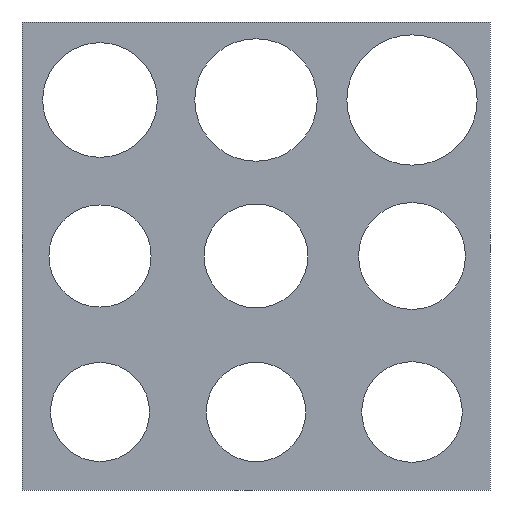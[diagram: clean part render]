
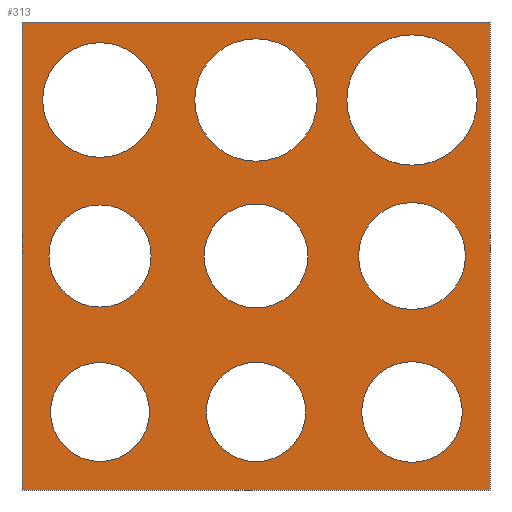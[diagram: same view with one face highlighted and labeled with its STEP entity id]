
A CAD part, front view. The second image highlights one B-rep face of the part: STEP entity #313.
In plain terms, the highlighted planar face has unit normal (0, -1, 0).
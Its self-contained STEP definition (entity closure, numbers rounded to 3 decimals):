
#24=FACE_BOUND('',#78,.T.);
#25=FACE_BOUND('',#79,.T.);
#26=FACE_BOUND('',#80,.T.);
#27=FACE_BOUND('',#81,.T.);
#28=FACE_BOUND('',#82,.T.);
#29=FACE_BOUND('',#83,.T.);
#30=FACE_BOUND('',#84,.T.);
#31=FACE_BOUND('',#85,.T.);
#32=FACE_BOUND('',#86,.T.);
#38=PLANE('',#348);
#53=FACE_OUTER_BOUND('',#77,.T.);
#77=EDGE_LOOP('',(#277,#278,#279,#280));
#78=EDGE_LOOP('',(#281));
#79=EDGE_LOOP('',(#282));
#80=EDGE_LOOP('',(#283));
#81=EDGE_LOOP('',(#284));
#82=EDGE_LOOP('',(#285));
#83=EDGE_LOOP('',(#286));
#84=EDGE_LOOP('',(#287));
#85=EDGE_LOOP('',(#288));
#86=EDGE_LOOP('',(#289));
#96=LINE('',#496,#117);
#100=LINE('',#504,#121);
#103=LINE('',#510,#124);
#106=LINE('',#515,#127);
#117=VECTOR('',#416,10.);
#121=VECTOR('',#422,10.);
#124=VECTOR('',#427,10.);
#127=VECTOR('',#432,10.);
#130=CIRCLE('',#318,4.175);
#132=CIRCLE('',#321,3.225);
#134=CIRCLE('',#324,3.185);
#136=CIRCLE('',#327,3.425);
#138=CIRCLE('',#330,3.925);
#140=CIRCLE('',#333,3.275);
#142=CIRCLE('',#336,3.175);
#144=CIRCLE('',#339,3.325);
#146=CIRCLE('',#342,3.675);
#148=VERTEX_POINT('',#442);
#150=VERTEX_POINT('',#448);
#152=VERTEX_POINT('',#454);
#154=VERTEX_POINT('',#460);
#156=VERTEX_POINT('',#466);
#158=VERTEX_POINT('',#472);
#160=VERTEX_POINT('',#478);
#162=VERTEX_POINT('',#484);
#164=VERTEX_POINT('',#490);
#165=VERTEX_POINT('',#494);
#166=VERTEX_POINT('',#495);
#169=VERTEX_POINT('',#503);
#171=VERTEX_POINT('',#509);
#175=EDGE_CURVE('',#148,#148,#130,.T.);
#178=EDGE_CURVE('',#150,#150,#132,.T.);
#181=EDGE_CURVE('',#152,#152,#134,.T.);
#184=EDGE_CURVE('',#154,#154,#136,.T.);
#187=EDGE_CURVE('',#156,#156,#138,.T.);
#190=EDGE_CURVE('',#158,#158,#140,.T.);
#193=EDGE_CURVE('',#160,#160,#142,.T.);
#196=EDGE_CURVE('',#162,#162,#144,.T.);
#199=EDGE_CURVE('',#164,#164,#146,.T.);
#200=EDGE_CURVE('',#165,#166,#96,.T.);
#204=EDGE_CURVE('',#166,#169,#100,.T.);
#207=EDGE_CURVE('',#169,#171,#103,.T.);
#210=EDGE_CURVE('',#171,#165,#106,.T.);
#277=ORIENTED_EDGE('',*,*,#210,.T.);
#278=ORIENTED_EDGE('',*,*,#200,.T.);
#279=ORIENTED_EDGE('',*,*,#204,.T.);
#280=ORIENTED_EDGE('',*,*,#207,.T.);
#281=ORIENTED_EDGE('',*,*,#175,.T.);
#282=ORIENTED_EDGE('',*,*,#178,.T.);
#283=ORIENTED_EDGE('',*,*,#181,.T.);
#284=ORIENTED_EDGE('',*,*,#184,.T.);
#285=ORIENTED_EDGE('',*,*,#187,.T.);
#286=ORIENTED_EDGE('',*,*,#190,.T.);
#287=ORIENTED_EDGE('',*,*,#193,.T.);
#288=ORIENTED_EDGE('',*,*,#196,.T.);
#289=ORIENTED_EDGE('',*,*,#199,.T.);
#313=ADVANCED_FACE('',(#53,#24,#25,#26,#27,#28,#29,#30,#31,#32),#38,.F.);
#318=AXIS2_PLACEMENT_3D('',#444,#356,#357);
#321=AXIS2_PLACEMENT_3D('',#450,#363,#364);
#324=AXIS2_PLACEMENT_3D('',#456,#370,#371);
#327=AXIS2_PLACEMENT_3D('',#462,#377,#378);
#330=AXIS2_PLACEMENT_3D('',#468,#384,#385);
#333=AXIS2_PLACEMENT_3D('',#474,#391,#392);
#336=AXIS2_PLACEMENT_3D('',#480,#398,#399);
#339=AXIS2_PLACEMENT_3D('',#486,#405,#406);
#342=AXIS2_PLACEMENT_3D('',#492,#412,#413);
#348=AXIS2_PLACEMENT_3D('',#518,#436,#437);
#356=DIRECTION('center_axis',(0.,1.,0.));
#357=DIRECTION('ref_axis',(-1.,0.,0.));
#363=DIRECTION('center_axis',(0.,1.,0.));
#364=DIRECTION('ref_axis',(-1.,0.,0.));
#370=DIRECTION('center_axis',(0.,1.,0.));
#371=DIRECTION('ref_axis',(-1.,0.,0.));
#377=DIRECTION('center_axis',(0.,1.,0.));
#378=DIRECTION('ref_axis',(-1.,0.,0.));
#384=DIRECTION('center_axis',(0.,1.,0.));
#385=DIRECTION('ref_axis',(-1.,0.,0.));
#391=DIRECTION('center_axis',(0.,1.,0.));
#392=DIRECTION('ref_axis',(-1.,0.,0.));
#398=DIRECTION('center_axis',(0.,1.,0.));
#399=DIRECTION('ref_axis',(-1.,0.,0.));
#405=DIRECTION('center_axis',(0.,1.,0.));
#406=DIRECTION('ref_axis',(-1.,0.,0.));
#412=DIRECTION('center_axis',(0.,1.,0.));
#413=DIRECTION('ref_axis',(-1.,0.,0.));
#416=DIRECTION('',(0.,0.,-1.));
#422=DIRECTION('',(1.,0.,0.));
#427=DIRECTION('',(0.,0.,1.));
#432=DIRECTION('',(-1.,0.,0.));
#436=DIRECTION('center_axis',(0.,1.,0.));
#437=DIRECTION('ref_axis',(-1.,0.,0.));
#442=CARTESIAN_POINT('',(14.175,304.8,10.));
#444=CARTESIAN_POINT('Origin',(10.,304.8,10.));
#448=CARTESIAN_POINT('',(13.225,304.8,-10.));
#450=CARTESIAN_POINT('Origin',(10.,304.8,-10.));
#454=CARTESIAN_POINT('',(3.185,304.8,-10.));
#456=CARTESIAN_POINT('Origin',(0.,304.8,-10.));
#460=CARTESIAN_POINT('',(13.425,304.8,0.));
#462=CARTESIAN_POINT('Origin',(10.,304.8,0.));
#466=CARTESIAN_POINT('',(3.925,304.8,10.));
#468=CARTESIAN_POINT('Origin',(0.,304.8,10.));
#472=CARTESIAN_POINT('',(-6.725,304.8,0.));
#474=CARTESIAN_POINT('Origin',(-10.,304.8,0.));
#478=CARTESIAN_POINT('',(-6.825,304.8,-10.));
#480=CARTESIAN_POINT('Origin',(-10.,304.8,-10.));
#484=CARTESIAN_POINT('',(3.325,304.8,0.));
#486=CARTESIAN_POINT('Origin',(0.,304.8,0.));
#490=CARTESIAN_POINT('',(-6.325,304.8,10.));
#492=CARTESIAN_POINT('Origin',(-10.,304.8,10.));
#494=CARTESIAN_POINT('',(-15.,304.8,15.));
#495=CARTESIAN_POINT('',(-15.,304.8,-15.));
#496=CARTESIAN_POINT('',(-15.,304.8,15.));
#503=CARTESIAN_POINT('',(15.,304.8,-15.));
#504=CARTESIAN_POINT('',(-15.,304.8,-15.));
#509=CARTESIAN_POINT('',(15.,304.8,15.));
#510=CARTESIAN_POINT('',(15.,304.8,-15.));
#515=CARTESIAN_POINT('',(15.,304.8,15.));
#518=CARTESIAN_POINT('Origin',(0.,304.8,0.));
